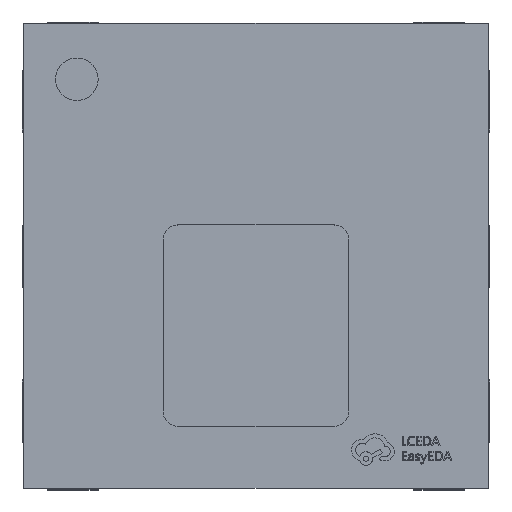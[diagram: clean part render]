
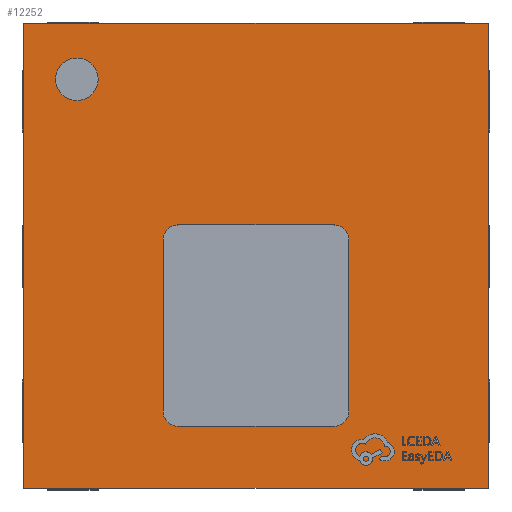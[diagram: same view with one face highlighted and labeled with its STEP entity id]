
A CAD part, top view. The second image highlights one B-rep face of the part: STEP entity #12252.
In plain terms, the highlighted planar face has unit normal (0, 0, 1).
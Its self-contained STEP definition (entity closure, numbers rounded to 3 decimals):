
#53 = DIRECTION ( 'NONE',  ( 1., 0., 0. ) ) ;
#92 = VERTEX_POINT ( 'NONE', #353 ) ;
#105 = VERTEX_POINT ( 'NONE', #8204 ) ;
#353 = CARTESIAN_POINT ( 'NONE',  ( -1.5, 1.5, 0.78 ) ) ;
#367 = EDGE_CURVE ( 'NONE', #8188, #6437, #7947, .T. ) ;
#419 = AXIS2_PLACEMENT_3D ( 'NONE', #8274, #11001, #16307 ) ;
#490 = AXIS2_PLACEMENT_3D ( 'NONE', #16577, #7759, #10560 ) ;
#496 = DIRECTION ( 'NONE',  ( 1., 0., 0. ) ) ;
#646 = LINE ( 'NONE', #1246, #982 ) ;
#742 = AXIS2_PLACEMENT_3D ( 'NONE', #15489, #11516, #8790 ) ;
#888 = DIRECTION ( 'NONE',  ( 0., 0., 1. ) ) ;
#966 = CARTESIAN_POINT ( 'NONE',  ( 0.5, -1., 0.78 ) ) ;
#982 = VECTOR ( 'NONE', #3798, 1000. ) ;
#1020 = DIRECTION ( 'NONE',  ( 1., 0., 0. ) ) ;
#1246 = CARTESIAN_POINT ( 'NONE',  ( -1.5, 1.5, 0.78 ) ) ;
#1866 = EDGE_CURVE ( 'NONE', #2132, #8719, #10398, .T. ) ;
#2109 = CIRCLE ( 'NONE', #742, 0.137 ) ;
#2132 = VERTEX_POINT ( 'NONE', #15389 ) ;
#2134 = VECTOR ( 'NONE', #1020, 1000. ) ;
#2331 = LINE ( 'NONE', #8910, #9032 ) ;
#2447 = CARTESIAN_POINT ( 'NONE',  ( 1.5, 1.5, 0.78 ) ) ;
#2485 = VERTEX_POINT ( 'NONE', #5182 ) ;
#2631 = VERTEX_POINT ( 'NONE', #5882 ) ;
#2783 = CIRCLE ( 'NONE', #5597, 0.1 ) ;
#3230 = CARTESIAN_POINT ( 'NONE',  ( -0.5, 0.2, 0.78 ) ) ;
#3798 = DIRECTION ( 'NONE',  ( 0., -1., 0. ) ) ;
#3960 = ORIENTED_EDGE ( 'NONE', *, *, #1866, .F. ) ;
#4222 = EDGE_CURVE ( 'NONE', #9580, #105, #10124, .T. ) ;
#4301 = VECTOR ( 'NONE', #7513, 1000. ) ;
#4989 = EDGE_CURVE ( 'NONE', #8719, #15549, #6101, .T. ) ;
#5107 = EDGE_CURVE ( 'NONE', #11168, #12995, #11673, .T. ) ;
#5167 = DIRECTION ( 'NONE',  ( 0., 1., 0. ) ) ;
#5182 = CARTESIAN_POINT ( 'NONE',  ( 0.6, 0.1, 0.78 ) ) ;
#5523 = VERTEX_POINT ( 'NONE', #9707 ) ;
#5597 = AXIS2_PLACEMENT_3D ( 'NONE', #966, #888, #8844 ) ;
#5872 = EDGE_LOOP ( 'NONE', ( #8885, #13395, #16500, #14185, #14459, #11299, #10325, #3960 ) ) ;
#5882 = CARTESIAN_POINT ( 'NONE',  ( 0.6, -1., 0.78 ) ) ;
#6101 = CIRCLE ( 'NONE', #16401, 0.1 ) ;
#6121 = CARTESIAN_POINT ( 'NONE',  ( -1.5, -1.5, 0.78 ) ) ;
#6177 = EDGE_CURVE ( 'NONE', #2631, #2485, #9900, .T. ) ;
#6395 = CARTESIAN_POINT ( 'NONE',  ( -0.6, -1., 0.78 ) ) ;
#6437 = VERTEX_POINT ( 'NONE', #11123 ) ;
#7281 = CARTESIAN_POINT ( 'NONE',  ( 0.6, -1., 0.78 ) ) ;
#7414 = CIRCLE ( 'NONE', #14920, 0.1 ) ;
#7513 = DIRECTION ( 'NONE',  ( -1., 0., 0. ) ) ;
#7663 = EDGE_CURVE ( 'NONE', #5523, #92, #2331, .T. ) ;
#7757 = EDGE_CURVE ( 'NONE', #15549, #8188, #9072, .T. ) ;
#7759 = DIRECTION ( 'NONE',  ( 0., 0., 1. ) ) ;
#7947 = CIRCLE ( 'NONE', #419, 0.1 ) ;
#8188 = VERTEX_POINT ( 'NONE', #13161 ) ;
#8204 = CARTESIAN_POINT ( 'NONE',  ( 1.5, -1.5, 0.78 ) ) ;
#8274 = CARTESIAN_POINT ( 'NONE',  ( -0.5, -1., 0.78 ) ) ;
#8511 = DIRECTION ( 'NONE',  ( 0., 0., 1. ) ) ;
#8672 = ORIENTED_EDGE ( 'NONE', *, *, #14375, .T. ) ;
#8719 = VERTEX_POINT ( 'NONE', #3230 ) ;
#8790 = DIRECTION ( 'NONE',  ( 1., 0., 0. ) ) ;
#8844 = DIRECTION ( 'NONE',  ( 1., 0., 0. ) ) ;
#8885 = ORIENTED_EDGE ( 'NONE', *, *, #14314, .F. ) ;
#8906 = CARTESIAN_POINT ( 'NONE',  ( 0.5, 0.2, 0.78 ) ) ;
#8910 = CARTESIAN_POINT ( 'NONE',  ( -1.5, 1.5, 0.78 ) ) ;
#9032 = VECTOR ( 'NONE', #14373, 1000. ) ;
#9072 = LINE ( 'NONE', #6395, #14860 ) ;
#9483 = CARTESIAN_POINT ( 'NONE',  ( -0.5, 0.1, 0.78 ) ) ;
#9558 = DIRECTION ( 'NONE',  ( 1., 0., 0. ) ) ;
#9580 = VERTEX_POINT ( 'NONE', #10745 ) ;
#9707 = CARTESIAN_POINT ( 'NONE',  ( 1.5, 1.5, 0.78 ) ) ;
#9900 = LINE ( 'NONE', #7281, #13437 ) ;
#10124 = LINE ( 'NONE', #6121, #2134 ) ;
#10136 = ORIENTED_EDGE ( 'NONE', *, *, #16392, .T. ) ;
#10325 = ORIENTED_EDGE ( 'NONE', *, *, #4989, .F. ) ;
#10398 = LINE ( 'NONE', #8906, #4301 ) ;
#10498 = EDGE_CURVE ( 'NONE', #15119, #2631, #2783, .T. ) ;
#10560 = DIRECTION ( 'NONE',  ( 1., 0., 0. ) ) ;
#10712 = DIRECTION ( 'NONE',  ( 0., 0., 1. ) ) ;
#10745 = CARTESIAN_POINT ( 'NONE',  ( -1.5, -1.5, 0.78 ) ) ;
#10758 = CARTESIAN_POINT ( 'NONE',  ( -0.6, 0.1, 0.78 ) ) ;
#11001 = DIRECTION ( 'NONE',  ( 0., 0., 1. ) ) ;
#11042 = EDGE_CURVE ( 'NONE', #12995, #11168, #2109, .T. ) ;
#11080 = CARTESIAN_POINT ( 'NONE',  ( -1.019, 1.139, 0.78 ) ) ;
#11123 = CARTESIAN_POINT ( 'NONE',  ( -0.5, -1.1, 0.78 ) ) ;
#11168 = VERTEX_POINT ( 'NONE', #15578 ) ;
#11299 = ORIENTED_EDGE ( 'NONE', *, *, #7757, .F. ) ;
#11308 = DIRECTION ( 'NONE',  ( 0., 1., 0. ) ) ;
#11399 = ORIENTED_EDGE ( 'NONE', *, *, #7663, .T. ) ;
#11444 = FACE_BOUND ( 'NONE', #13659, .T. ) ;
#11448 = DIRECTION ( 'NONE',  ( 0., -1., 0. ) ) ;
#11516 = DIRECTION ( 'NONE',  ( 0., 0., 1. ) ) ;
#11673 = CIRCLE ( 'NONE', #11956, 0.137 ) ;
#11811 = EDGE_CURVE ( 'NONE', #6437, #15119, #13233, .T. ) ;
#11956 = AXIS2_PLACEMENT_3D ( 'NONE', #15138, #8511, #496 ) ;
#12230 = VECTOR ( 'NONE', #5167, 1000. ) ;
#12252 = ADVANCED_FACE ( 'NONE', ( #16673, #11444, #15332 ), #12503, .T. ) ;
#12293 = CARTESIAN_POINT ( 'NONE',  ( 0.5, 0.1, 0.78 ) ) ;
#12479 = VECTOR ( 'NONE', #14770, 1000. ) ;
#12503 = PLANE ( 'NONE',  #490 ) ;
#12995 = VERTEX_POINT ( 'NONE', #11080 ) ;
#13161 = CARTESIAN_POINT ( 'NONE',  ( -0.6, -1., 0.78 ) ) ;
#13233 = LINE ( 'NONE', #13483, #12479 ) ;
#13395 = ORIENTED_EDGE ( 'NONE', *, *, #6177, .F. ) ;
#13437 = VECTOR ( 'NONE', #11308, 1000. ) ;
#13483 = CARTESIAN_POINT ( 'NONE',  ( 0.5, -1.1, 0.78 ) ) ;
#13659 = EDGE_LOOP ( 'NONE', ( #14674, #15743 ) ) ;
#14185 = ORIENTED_EDGE ( 'NONE', *, *, #11811, .F. ) ;
#14314 = EDGE_CURVE ( 'NONE', #2485, #2132, #7414, .T. ) ;
#14373 = DIRECTION ( 'NONE',  ( -1., 0., 0. ) ) ;
#14375 = EDGE_CURVE ( 'NONE', #92, #9580, #646, .T. ) ;
#14400 = LINE ( 'NONE', #2447, #12230 ) ;
#14459 = ORIENTED_EDGE ( 'NONE', *, *, #367, .F. ) ;
#14674 = ORIENTED_EDGE ( 'NONE', *, *, #11042, .F. ) ;
#14770 = DIRECTION ( 'NONE',  ( 1., 0., 0. ) ) ;
#14860 = VECTOR ( 'NONE', #11448, 1000. ) ;
#14920 = AXIS2_PLACEMENT_3D ( 'NONE', #12293, #15044, #9558 ) ;
#15044 = DIRECTION ( 'NONE',  ( 0., 0., 1. ) ) ;
#15119 = VERTEX_POINT ( 'NONE', #15990 ) ;
#15138 = CARTESIAN_POINT ( 'NONE',  ( -1.156, 1.139, 0.78 ) ) ;
#15332 = FACE_OUTER_BOUND ( 'NONE', #16109, .T. ) ;
#15389 = CARTESIAN_POINT ( 'NONE',  ( 0.5, 0.2, 0.78 ) ) ;
#15489 = CARTESIAN_POINT ( 'NONE',  ( -1.156, 1.139, 0.78 ) ) ;
#15549 = VERTEX_POINT ( 'NONE', #10758 ) ;
#15578 = CARTESIAN_POINT ( 'NONE',  ( -1.293, 1.139, 0.78 ) ) ;
#15743 = ORIENTED_EDGE ( 'NONE', *, *, #5107, .F. ) ;
#15990 = CARTESIAN_POINT ( 'NONE',  ( 0.5, -1.1, 0.78 ) ) ;
#16109 = EDGE_LOOP ( 'NONE', ( #10136, #11399, #8672, #17058 ) ) ;
#16307 = DIRECTION ( 'NONE',  ( -1., 0., 0. ) ) ;
#16392 = EDGE_CURVE ( 'NONE', #105, #5523, #14400, .T. ) ;
#16401 = AXIS2_PLACEMENT_3D ( 'NONE', #9483, #10712, #53 ) ;
#16500 = ORIENTED_EDGE ( 'NONE', *, *, #10498, .F. ) ;
#16577 = CARTESIAN_POINT ( 'NONE',  ( 0., 0., 0.78 ) ) ;
#16673 = FACE_BOUND ( 'NONE', #5872, .T. ) ;
#17058 = ORIENTED_EDGE ( 'NONE', *, *, #4222, .T. ) ;
